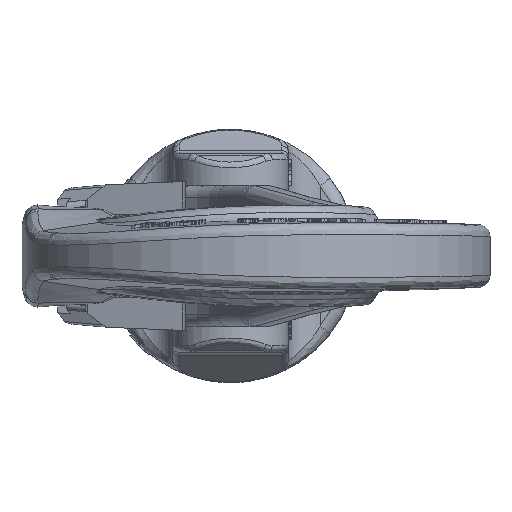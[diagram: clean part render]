
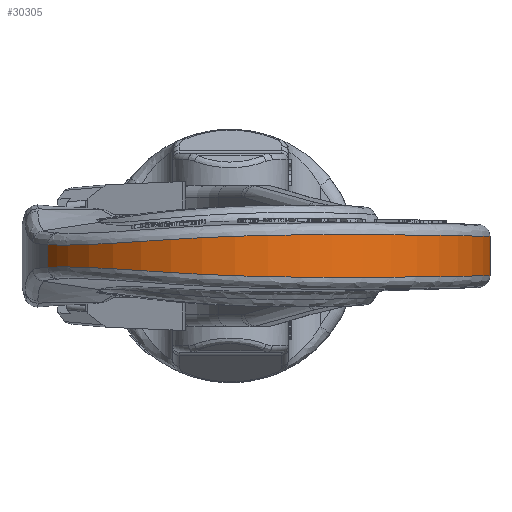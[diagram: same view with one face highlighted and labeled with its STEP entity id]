
A CAD part, left-side view. The second image highlights one B-rep face of the part: STEP entity #30305.
In plain terms, the highlighted cylindrical face has radius 36.5 mm (diameter 73 mm), a partial arc.
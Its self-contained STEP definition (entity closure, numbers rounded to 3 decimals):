
#17409=DIRECTION('',(0.,0.,1.));
#17410=VECTOR('',#17409,7.098);
#17411=CARTESIAN_POINT('',(25.12,-29.769,
-3.549));
#17412=LINE('',#17411,#17410);
#17413=CARTESIAN_POINT('',(25.12,-29.769,
3.549));
#17414=CARTESIAN_POINT('',(26.107,-29.069,
3.53));
#17415=CARTESIAN_POINT('',(28.011,-27.57,
3.488));
#17416=CARTESIAN_POINT('',(30.63,-25.05,
3.416));
#17417=CARTESIAN_POINT('',(32.988,-22.279,
3.339));
#17418=CARTESIAN_POINT('',(35.061,-19.284,
3.264));
#17419=CARTESIAN_POINT('',(36.234,-17.167,
3.221));
#17420=CARTESIAN_POINT('',(36.766,-16.082,
3.202));
#17422=CARTESIAN_POINT('',(36.766,-16.082,
3.202));
#17423=CARTESIAN_POINT('',(37.325,-14.944,
3.181));
#17424=CARTESIAN_POINT('',(38.324,-12.609,
3.143));
#17425=CARTESIAN_POINT('',(39.449,-8.969,
3.102));
#17426=CARTESIAN_POINT('',(40.19,-5.232,
3.076));
#17427=CARTESIAN_POINT('',(40.538,-1.438,
3.064));
#17428=CARTESIAN_POINT('',(40.489,2.373,3.063));
#17429=CARTESIAN_POINT('',(40.044,6.158,3.072));
#17430=CARTESIAN_POINT('',(39.207,9.876,3.09));
#17431=CARTESIAN_POINT('',(37.988,13.487,3.114));
#17432=CARTESIAN_POINT('',(36.399,16.952,3.144));
#17433=CARTESIAN_POINT('',(34.459,20.233,3.177));
#17434=CARTESIAN_POINT('',(32.187,23.294,3.213));
#17435=CARTESIAN_POINT('',(29.609,26.101,3.249));
#17436=CARTESIAN_POINT('',(26.752,28.626,3.283));
#17437=CARTESIAN_POINT('',(23.649,30.838,3.311));
#17438=CARTESIAN_POINT('',(20.333,32.716,3.329));
#17439=CARTESIAN_POINT('',(16.84,34.237,3.334));
#17440=CARTESIAN_POINT('',(13.21,35.387,3.321));
#17441=CARTESIAN_POINT('',(9.481,36.153,3.286));
#17442=CARTESIAN_POINT('',(5.697,36.527,3.224));
#17443=CARTESIAN_POINT('',(1.897,36.505,3.127));
#17444=CARTESIAN_POINT('',(-1.872,36.091,
2.987));
#17445=CARTESIAN_POINT('',(-5.588,35.287,
2.802));
#17446=CARTESIAN_POINT('',(-9.208,34.097,
2.587));
#17447=CARTESIAN_POINT('',(-12.69,32.535,
2.359));
#17448=CARTESIAN_POINT('',(-15.987,30.62,
2.136));
#17449=CARTESIAN_POINT('',(-19.059,28.379,
1.942));
#17450=CARTESIAN_POINT('',(-21.869,25.842,
1.794));
#17451=CARTESIAN_POINT('',(-24.393,23.04,
1.708));
#17452=CARTESIAN_POINT('',(-26.609,20.001,
1.693));
#17453=CARTESIAN_POINT('',(-27.871,17.834,
1.733));
#17454=CARTESIAN_POINT('',(-28.444,16.721,
1.765));
#17456=CARTESIAN_POINT('',(36.766,-16.082,
-3.202));
#17457=CARTESIAN_POINT('',(37.325,-14.944,
-3.181));
#17458=CARTESIAN_POINT('',(38.324,-12.609,
-3.143));
#17459=CARTESIAN_POINT('',(39.449,-8.969,
-3.102));
#17460=CARTESIAN_POINT('',(40.19,-5.232,
-3.076));
#17461=CARTESIAN_POINT('',(40.538,-1.438,
-3.064));
#17462=CARTESIAN_POINT('',(40.489,2.373,
-3.063));
#17463=CARTESIAN_POINT('',(40.044,6.158,
-3.072));
#17464=CARTESIAN_POINT('',(39.207,9.876,
-3.09));
#17465=CARTESIAN_POINT('',(37.988,13.487,
-3.114));
#17466=CARTESIAN_POINT('',(36.399,16.952,
-3.144));
#17467=CARTESIAN_POINT('',(34.459,20.233,
-3.177));
#17468=CARTESIAN_POINT('',(32.187,23.294,
-3.213));
#17469=CARTESIAN_POINT('',(29.609,26.101,
-3.249));
#17470=CARTESIAN_POINT('',(26.752,28.626,
-3.283));
#17471=CARTESIAN_POINT('',(23.649,30.838,
-3.311));
#17472=CARTESIAN_POINT('',(20.333,32.716,
-3.329));
#17473=CARTESIAN_POINT('',(16.84,34.237,
-3.334));
#17474=CARTESIAN_POINT('',(13.21,35.387,
-3.321));
#17475=CARTESIAN_POINT('',(9.481,36.153,
-3.286));
#17476=CARTESIAN_POINT('',(5.697,36.527,
-3.224));
#17477=CARTESIAN_POINT('',(1.897,36.505,
-3.127));
#17478=CARTESIAN_POINT('',(-1.872,36.091,
-2.987));
#17479=CARTESIAN_POINT('',(-5.588,35.287,
-2.802));
#17480=CARTESIAN_POINT('',(-9.208,34.097,
-2.587));
#17481=CARTESIAN_POINT('',(-12.69,32.535,
-2.359));
#17482=CARTESIAN_POINT('',(-15.987,30.62,
-2.136));
#17483=CARTESIAN_POINT('',(-19.059,28.379,
-1.942));
#17484=CARTESIAN_POINT('',(-21.869,25.842,
-1.794));
#17485=CARTESIAN_POINT('',(-24.393,23.04,
-1.708));
#17486=CARTESIAN_POINT('',(-26.609,20.001,
-1.693));
#17487=CARTESIAN_POINT('',(-27.871,17.834,
-1.733));
#17488=CARTESIAN_POINT('',(-28.444,16.721,
-1.765));
#17490=CARTESIAN_POINT('',(25.12,-29.769,
-3.549));
#17491=CARTESIAN_POINT('',(26.107,-29.069,
-3.53));
#17492=CARTESIAN_POINT('',(28.011,-27.57,
-3.488));
#17493=CARTESIAN_POINT('',(30.63,-25.05,
-3.416));
#17494=CARTESIAN_POINT('',(32.988,-22.279,
-3.339));
#17495=CARTESIAN_POINT('',(35.061,-19.284,
-3.264));
#17496=CARTESIAN_POINT('',(36.234,-17.167,
-3.221));
#17497=CARTESIAN_POINT('',(36.766,-16.082,
-3.202));
#17521=CARTESIAN_POINT('',(25.12,-29.769,
3.549));
#17536=CARTESIAN_POINT('',(25.12,-29.769,
-3.549));
#18157=DIRECTION('',(0.,0.,1.));
#18158=VECTOR('',#18157,3.529);
#18159=CARTESIAN_POINT('',(-28.444,16.721,
-1.765));
#18160=LINE('',#18159,#18158);
#29133=VERTEX_POINT('',#17536);
#29136=VERTEX_POINT('',#17497);
#29138=VERTEX_POINT('',#17488);
#29278=VERTEX_POINT('',#17521);
#29281=VERTEX_POINT('',#17420);
#29283=VERTEX_POINT('',#17454);
#30286=CARTESIAN_POINT('',(4.,0.,0.));
#30287=DIRECTION('',(0.,0.,1.));
#30288=DIRECTION('',(1.,0.,0.));
#30289=AXIS2_PLACEMENT_3D('',#30286,#30287,#30288);
#30290=CYLINDRICAL_SURFACE('',#30289,36.5);
#30292=ORIENTED_EDGE('',*,*,#30291,.T.);
#30294=ORIENTED_EDGE('',*,*,#30293,.T.);
#30296=ORIENTED_EDGE('',*,*,#30295,.T.);
#30298=ORIENTED_EDGE('',*,*,#30297,.F.);
#30300=ORIENTED_EDGE('',*,*,#30299,.F.);
#30302=ORIENTED_EDGE('',*,*,#30301,.F.);
#30303=EDGE_LOOP('',(#30292,#30294,#30296,#30298,#30300,#30302));
#30304=FACE_OUTER_BOUND('',#30303,.F.);
#30305=ADVANCED_FACE('',(#30304),#30290,.T.);
#17421=B_SPLINE_CURVE_WITH_KNOTS('',3,(#17413,#17414,#17415,#17416,#17417,
#17418,#17419,#17420),.UNSPECIFIED.,.F.,.F.,(4,1,1,1,1,4),(0.,0.2,0.4,
0.6,0.8,1.),.UNSPECIFIED.);
#17455=B_SPLINE_CURVE_WITH_KNOTS('',3,(#17422,#17423,#17424,#17425,#17426,
#17427,#17428,#17429,#17430,#17431,#17432,#17433,#17434,#17435,#17436,#17437,
#17438,#17439,#17440,#17441,#17442,#17443,#17444,#17445,#17446,#17447,#17448,
#17449,#17450,#17451,#17452,#17453,#17454),.UNSPECIFIED.,.F.,.F.,(4,1,1,1,1,1,1,
1,1,1,1,1,1,1,1,1,1,1,1,1,1,1,1,1,1,1,1,1,1,1,4),(0.,0.033,
0.067,0.1,0.133,0.167,0.2,
0.233,0.267,0.3,0.333,0.367,
0.4,0.433,0.467,0.5,0.533,
0.567,0.6,0.633,0.667,0.7,
0.733,0.767,0.8,0.833,0.867,
0.9,0.933,0.967,1.),.UNSPECIFIED.);
#17489=B_SPLINE_CURVE_WITH_KNOTS('',3,(#17456,#17457,#17458,#17459,#17460,
#17461,#17462,#17463,#17464,#17465,#17466,#17467,#17468,#17469,#17470,#17471,
#17472,#17473,#17474,#17475,#17476,#17477,#17478,#17479,#17480,#17481,#17482,
#17483,#17484,#17485,#17486,#17487,#17488),.UNSPECIFIED.,.F.,.F.,(4,1,1,1,1,1,1,
1,1,1,1,1,1,1,1,1,1,1,1,1,1,1,1,1,1,1,1,1,1,1,4),(0.,0.033,
0.067,0.1,0.133,0.167,0.2,
0.233,0.267,0.3,0.333,0.367,
0.4,0.433,0.467,0.5,0.533,
0.567,0.6,0.633,0.667,0.7,
0.733,0.767,0.8,0.833,0.867,
0.9,0.933,0.967,1.),.UNSPECIFIED.);
#17498=B_SPLINE_CURVE_WITH_KNOTS('',3,(#17490,#17491,#17492,#17493,#17494,
#17495,#17496,#17497),.UNSPECIFIED.,.F.,.F.,(4,1,1,1,1,4),(0.,0.2,0.4,
0.6,0.8,1.),.UNSPECIFIED.);
#30291=EDGE_CURVE('',#29133,#29278,#17412,.T.);
#30293=EDGE_CURVE('',#29278,#29281,#17421,.T.);
#30295=EDGE_CURVE('',#29281,#29283,#17455,.T.);
#30297=EDGE_CURVE('',#29138,#29283,#18160,.T.);
#30299=EDGE_CURVE('',#29136,#29138,#17489,.T.);
#30301=EDGE_CURVE('',#29133,#29136,#17498,.T.);
